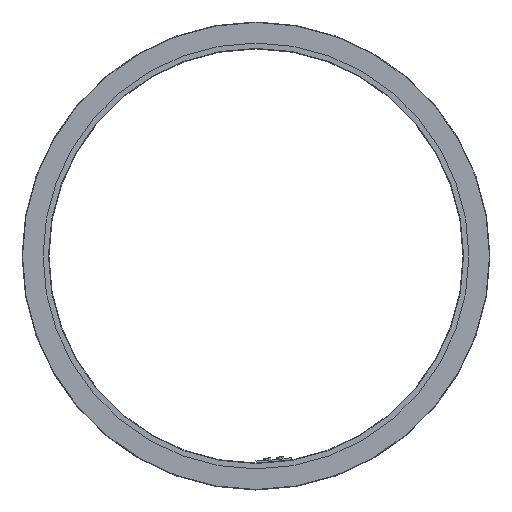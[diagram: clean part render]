
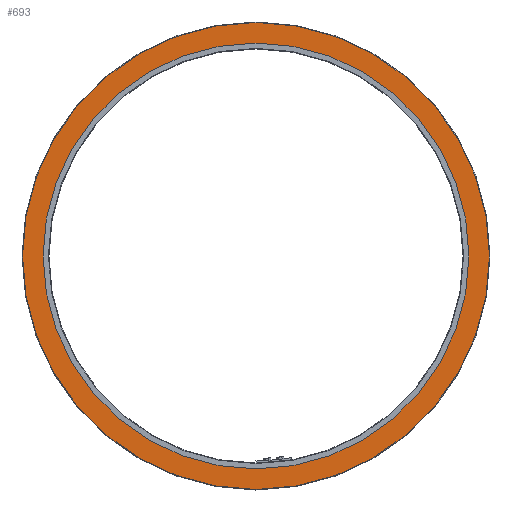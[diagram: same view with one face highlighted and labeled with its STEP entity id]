
A CAD part, top view. The second image highlights one B-rep face of the part: STEP entity #693.
In plain terms, the highlighted planar face has unit normal (0, 0, 1).
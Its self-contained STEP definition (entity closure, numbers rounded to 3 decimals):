
#33 = DIRECTION ( 'NONE',  ( 0., 0., 1. ) ) ;
#131 = DIRECTION ( 'NONE',  ( -1., 0., 0. ) ) ;
#173 = ORIENTED_EDGE ( 'NONE', *, *, #350, .T. ) ;
#240 = ORIENTED_EDGE ( 'NONE', *, *, #1282, .F. ) ;
#350 = EDGE_CURVE ( 'NONE', #2124, #2124, #1197, .T. ) ;
#368 = EDGE_LOOP ( 'NONE', ( #240 ) ) ;
#502 = CARTESIAN_POINT ( 'NONE',  ( 0., 0., 32.5 ) ) ;
#509 = CARTESIAN_POINT ( 'NONE',  ( -455., 0., 32.5 ) ) ;
#693 = ADVANCED_FACE ( 'NONE', ( #4037, #928 ), #1829, .F. ) ;
#702 = CARTESIAN_POINT ( 'NONE',  ( 0., 0., 32.5 ) ) ;
#791 = EDGE_LOOP ( 'NONE', ( #173 ) ) ;
#928 = FACE_BOUND ( 'NONE', #368, .T. ) ;
#1171 = CARTESIAN_POINT ( 'NONE',  ( -499., 0., 32.5 ) ) ;
#1197 = CIRCLE ( 'NONE', #1199, 499. ) ;
#1199 = AXIS2_PLACEMENT_3D ( 'NONE', #502, #1759, #131 ) ;
#1282 = EDGE_CURVE ( 'NONE', #3260, #3260, #3067, .T. ) ;
#1520 = CARTESIAN_POINT ( 'NONE',  ( 455., 0., 32.5 ) ) ;
#1759 = DIRECTION ( 'NONE',  ( 0., 0., 1. ) ) ;
#1829 = PLANE ( 'NONE',  #3301 ) ;
#2124 = VERTEX_POINT ( 'NONE', #1171 ) ;
#2127 = DIRECTION ( 'NONE',  ( 0., 0., -1. ) ) ;
#2750 = DIRECTION ( 'NONE',  ( -1., 0., 0. ) ) ;
#3067 = CIRCLE ( 'NONE', #3912, 455. ) ;
#3260 = VERTEX_POINT ( 'NONE', #1520 ) ;
#3301 = AXIS2_PLACEMENT_3D ( 'NONE', #509, #2127, #2750 ) ;
#3912 = AXIS2_PLACEMENT_3D ( 'NONE', #702, #33, #3926 ) ;
#3926 = DIRECTION ( 'NONE',  ( 1., 0., 0. ) ) ;
#4037 = FACE_OUTER_BOUND ( 'NONE', #791, .T. ) ;
